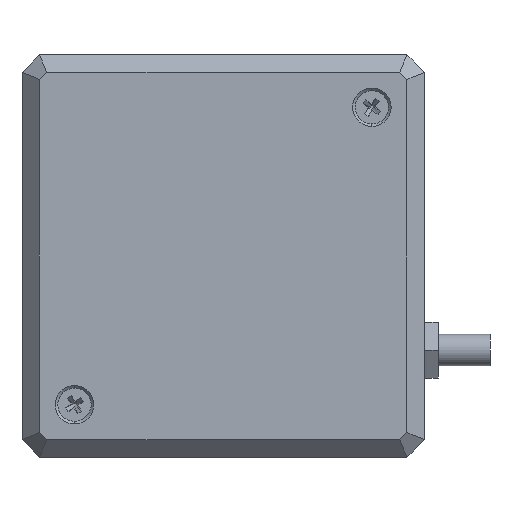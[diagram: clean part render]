
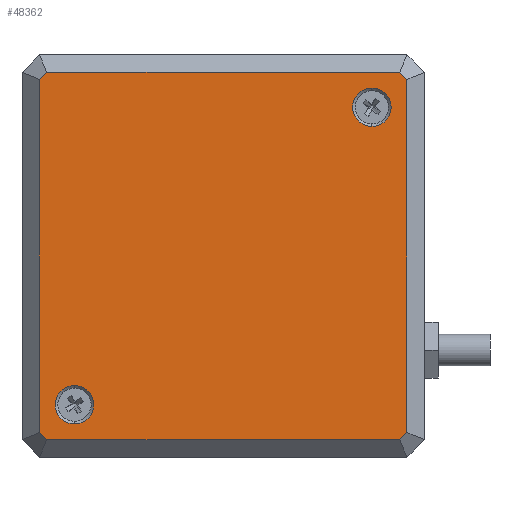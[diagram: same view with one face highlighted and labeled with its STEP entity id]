
A CAD part, front view. The second image highlights one B-rep face of the part: STEP entity #48362.
In plain terms, the highlighted planar face has unit normal (0, -1, 0).
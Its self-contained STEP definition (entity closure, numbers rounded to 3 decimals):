
#60 = VECTOR ( 'NONE', #16318, 1000. ) ;
#437 = DIRECTION ( 'NONE',  ( 0., 0., -1. ) ) ;
#926 = VECTOR ( 'NONE', #44088, 1000. ) ;
#1133 = ORIENTED_EDGE ( 'NONE', *, *, #12354, .F. ) ;
#2081 = DIRECTION ( 'NONE',  ( 0.707, 0., -0.707 ) ) ;
#2084 = ORIENTED_EDGE ( 'NONE', *, *, #10604, .T. ) ;
#2198 = CARTESIAN_POINT ( 'NONE',  ( 6., 0., -42.2 ) ) ;
#2395 = CARTESIAN_POINT ( 'NONE',  ( 43.586, 0., -43.586 ) ) ;
#2555 = EDGE_CURVE ( 'NONE', #35806, #32693, #46595, .T. ) ;
#2696 = LINE ( 'NONE', #26457, #42226 ) ;
#2814 = VERTEX_POINT ( 'NONE', #42735 ) ;
#2876 = DIRECTION ( 'NONE',  ( 0., 0., -1. ) ) ;
#3442 = EDGE_LOOP ( 'NONE', ( #15711, #30488 ) ) ;
#3750 = DIRECTION ( 'NONE',  ( -1., 0., 0. ) ) ;
#4513 = LINE ( 'NONE', #37463, #19816 ) ;
#5034 = ORIENTED_EDGE ( 'NONE', *, *, #2555, .T. ) ;
#5128 = AXIS2_PLACEMENT_3D ( 'NONE', #18080, #14817, #2876 ) ;
#5363 = DIRECTION ( 'NONE',  ( 0., 0., -1. ) ) ;
#6072 = VERTEX_POINT ( 'NONE', #40081 ) ;
#7606 = VERTEX_POINT ( 'NONE', #27584 ) ;
#8417 = CARTESIAN_POINT ( 'NONE',  ( 6., 0., -40. ) ) ;
#8565 = LINE ( 'NONE', #35611, #60 ) ;
#8586 = CARTESIAN_POINT ( 'NONE',  ( 2.828, 0., -44. ) ) ;
#8607 = AXIS2_PLACEMENT_3D ( 'NONE', #45872, #19250, #10926 ) ;
#8711 = DIRECTION ( 'NONE',  ( 0., 0., -1. ) ) ;
#8959 = CARTESIAN_POINT ( 'NONE',  ( 6., 0., -40. ) ) ;
#9742 = CARTESIAN_POINT ( 'NONE',  ( -20.586, 0., -20.586 ) ) ;
#9963 = EDGE_CURVE ( 'NONE', #34070, #39366, #13859, .T. ) ;
#10447 = CIRCLE ( 'NONE', #8607, 2.2 ) ;
#10604 = EDGE_CURVE ( 'NONE', #32693, #21241, #48984, .T. ) ;
#10926 = DIRECTION ( 'NONE',  ( 0., 0., -1. ) ) ;
#12354 = EDGE_CURVE ( 'NONE', #39366, #34070, #43931, .T. ) ;
#12555 = VERTEX_POINT ( 'NONE', #36427 ) ;
#12914 = DIRECTION ( 'NONE',  ( 0., -1., 0. ) ) ;
#13324 = AXIS2_PLACEMENT_3D ( 'NONE', #8959, #12914, #5363 ) ;
#13859 = CIRCLE ( 'NONE', #47504, 2.2 ) ;
#14817 = DIRECTION ( 'NONE',  ( 0., -1., 0. ) ) ;
#15206 = EDGE_CURVE ( 'NONE', #47434, #35806, #4513, .T. ) ;
#15636 = CARTESIAN_POINT ( 'NONE',  ( 43.172, 0., -44. ) ) ;
#15711 = ORIENTED_EDGE ( 'NONE', *, *, #33629, .F. ) ;
#15945 = FACE_OUTER_BOUND ( 'NONE', #37680, .T. ) ;
#16318 = DIRECTION ( 'NONE',  ( 1., 0., 0. ) ) ;
#16332 = EDGE_CURVE ( 'NONE', #7606, #32746, #30227, .T. ) ;
#18080 = CARTESIAN_POINT ( 'NONE',  ( 40., 0., -6. ) ) ;
#18450 = DIRECTION ( 'NONE',  ( -0.707, 0., -0.707 ) ) ;
#19250 = DIRECTION ( 'NONE',  ( 0., -1., 0. ) ) ;
#19816 = VECTOR ( 'NONE', #18450, 1000. ) ;
#20103 = DIRECTION ( 'NONE',  ( 0., 0., -1. ) ) ;
#21111 = LINE ( 'NONE', #40356, #926 ) ;
#21241 = VERTEX_POINT ( 'NONE', #8586 ) ;
#21715 = VECTOR ( 'NONE', #2081, 1000. ) ;
#21936 = VERTEX_POINT ( 'NONE', #15636 ) ;
#23324 = EDGE_CURVE ( 'NONE', #21936, #2814, #46890, .T. ) ;
#23959 = CARTESIAN_POINT ( 'NONE',  ( 2., 0., -2.828 ) ) ;
#24510 = FACE_BOUND ( 'NONE', #3442, .T. ) ;
#24744 = DIRECTION ( 'NONE',  ( 0., -1., 0. ) ) ;
#24821 = EDGE_CURVE ( 'NONE', #12555, #47434, #2696, .T. ) ;
#26457 = CARTESIAN_POINT ( 'NONE',  ( 2., 0., -2. ) ) ;
#27584 = CARTESIAN_POINT ( 'NONE',  ( 40., 0., -3.8 ) ) ;
#27957 = CARTESIAN_POINT ( 'NONE',  ( 40., 0., -8.2 ) ) ;
#28333 = DIRECTION ( 'NONE',  ( 0., 0., 1. ) ) ;
#30227 = CIRCLE ( 'NONE', #5128, 2.2 ) ;
#30488 = ORIENTED_EDGE ( 'NONE', *, *, #16332, .F. ) ;
#30558 = ORIENTED_EDGE ( 'NONE', *, *, #23324, .T. ) ;
#30594 = EDGE_CURVE ( 'NONE', #6072, #12555, #21111, .T. ) ;
#31256 = EDGE_CURVE ( 'NONE', #21241, #21936, #8565, .T. ) ;
#31857 = ORIENTED_EDGE ( 'NONE', *, *, #9963, .F. ) ;
#32693 = VERTEX_POINT ( 'NONE', #43319 ) ;
#32746 = VERTEX_POINT ( 'NONE', #27957 ) ;
#32954 = VECTOR ( 'NONE', #41136, 1000. ) ;
#33283 = VECTOR ( 'NONE', #20103, 1000. ) ;
#33629 = EDGE_CURVE ( 'NONE', #32746, #7606, #10447, .T. ) ;
#34070 = VERTEX_POINT ( 'NONE', #2198 ) ;
#34224 = ORIENTED_EDGE ( 'NONE', *, *, #30594, .T. ) ;
#34965 = CARTESIAN_POINT ( 'NONE',  ( 2.828, 0., -2. ) ) ;
#35082 = EDGE_CURVE ( 'NONE', #2814, #6072, #47436, .T. ) ;
#35310 = EDGE_LOOP ( 'NONE', ( #31857, #1133 ) ) ;
#35611 = CARTESIAN_POINT ( 'NONE',  ( 44., 0., -44. ) ) ;
#35806 = VERTEX_POINT ( 'NONE', #23959 ) ;
#36427 = CARTESIAN_POINT ( 'NONE',  ( 43.172, 0., -2. ) ) ;
#37114 = VECTOR ( 'NONE', #28333, 1000. ) ;
#37463 = CARTESIAN_POINT ( 'NONE',  ( 2.414, 0., -2.414 ) ) ;
#37680 = EDGE_LOOP ( 'NONE', ( #5034, #2084, #49424, #30558, #43848, #34224, #49221, #38051 ) ) ;
#38051 = ORIENTED_EDGE ( 'NONE', *, *, #15206, .T. ) ;
#39366 = VERTEX_POINT ( 'NONE', #41548 ) ;
#40081 = CARTESIAN_POINT ( 'NONE',  ( 44., 0., -2.828 ) ) ;
#40356 = CARTESIAN_POINT ( 'NONE',  ( 20.586, 0., 20.586 ) ) ;
#41136 = DIRECTION ( 'NONE',  ( 0.707, 0., 0.707 ) ) ;
#41456 = FACE_BOUND ( 'NONE', #35310, .T. ) ;
#41548 = CARTESIAN_POINT ( 'NONE',  ( 6., 0., -37.8 ) ) ;
#42226 = VECTOR ( 'NONE', #3750, 1000. ) ;
#42709 = DIRECTION ( 'NONE',  ( 0., -1., 0. ) ) ;
#42735 = CARTESIAN_POINT ( 'NONE',  ( 44., 0., -43.172 ) ) ;
#43319 = CARTESIAN_POINT ( 'NONE',  ( 2., 0., -43.172 ) ) ;
#43332 = PLANE ( 'NONE',  #49403 ) ;
#43848 = ORIENTED_EDGE ( 'NONE', *, *, #35082, .T. ) ;
#43931 = CIRCLE ( 'NONE', #13324, 2.2 ) ;
#44048 = CARTESIAN_POINT ( 'NONE',  ( 44., 0., -2. ) ) ;
#44088 = DIRECTION ( 'NONE',  ( -0.707, 0., 0.707 ) ) ;
#45872 = CARTESIAN_POINT ( 'NONE',  ( 40., 0., -6. ) ) ;
#46595 = LINE ( 'NONE', #47560, #33283 ) ;
#46890 = LINE ( 'NONE', #2395, #32954 ) ;
#47434 = VERTEX_POINT ( 'NONE', #34965 ) ;
#47436 = LINE ( 'NONE', #44048, #37114 ) ;
#47504 = AXIS2_PLACEMENT_3D ( 'NONE', #8417, #42709, #437 ) ;
#47560 = CARTESIAN_POINT ( 'NONE',  ( 2., 0., -44. ) ) ;
#47796 = CARTESIAN_POINT ( 'NONE',  ( 0., 0., 0. ) ) ;
#48362 = ADVANCED_FACE ( 'NONE', ( #24510, #41456, #15945 ), #43332, .T. ) ;
#48984 = LINE ( 'NONE', #9742, #21715 ) ;
#49221 = ORIENTED_EDGE ( 'NONE', *, *, #24821, .T. ) ;
#49403 = AXIS2_PLACEMENT_3D ( 'NONE', #47796, #24744, #8711 ) ;
#49424 = ORIENTED_EDGE ( 'NONE', *, *, #31256, .T. ) ;
